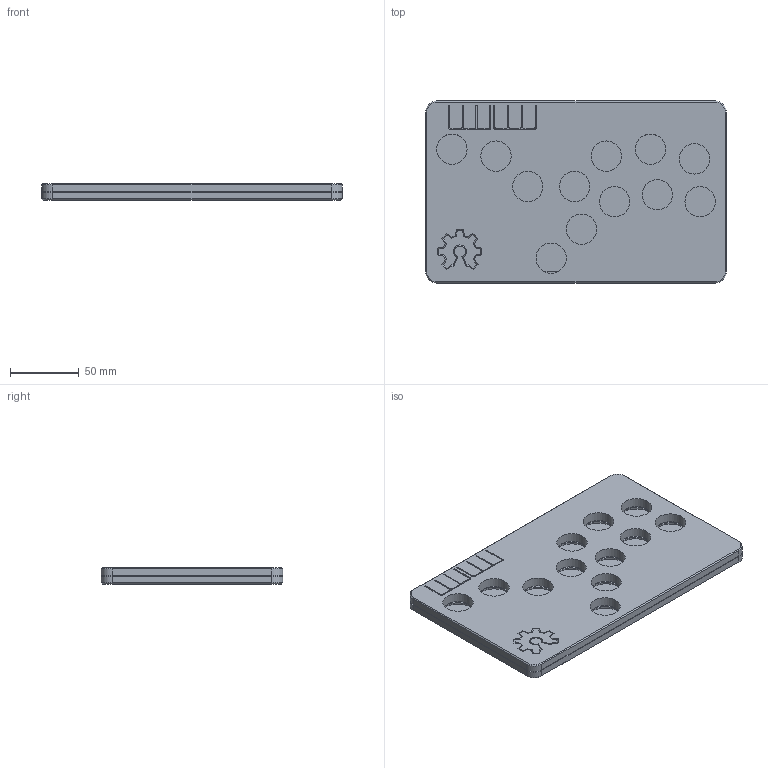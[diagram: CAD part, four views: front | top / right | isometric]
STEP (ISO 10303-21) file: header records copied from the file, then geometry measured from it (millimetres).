
FILE_DESCRIPTION(/* description */ (''),/* implementation_level */ '2;1');
FILE_NAME(/* name */ 'CHEETAH v2 BASIC v9.step',/* time_stamp */ '2024-03-10T10:58:26-05:00',/* author */ (''),/* organization */ (''),/* preprocessor_version */ 'ST-DEVELOPER v20',/* originating_system */ 'Autodesk Translation Framework v12.20.1.177',/* authorisation */ '');
FILE_SCHEMA (('AUTOMOTIVE_DESIGN { 1 0 10303 214 3 1 1 }'));
Length unit declared in the file: millimetre
Products named in the file (1): CHEETAH v2 BASIC
Bounding box: 218 x 132 x 12 mm (x, y, z)
Volume: 167971.4 mm3; surface area: 131854.8 mm2
Topology: 2 solids, 2 shells, 657 faces, 1715 edges, 1103 vertices
Faces by surface type: plane 439, cylinder 209, cone 9
Full cylindrical faces by diameter (mm): 2 x7, 2.4 x7, 4 x7, 5.6 x14, 22 x12, 26 x11
Entity records: 20157 total; most frequent: DIRECTION 3504, CARTESIAN_POINT 3482, ORIENTED_EDGE 3430, EDGE_CURVE 1715, LINE 1238, VECTOR 1238, AXIS2_PLACEMENT_3D 1133, VERTEX_POINT 1103
